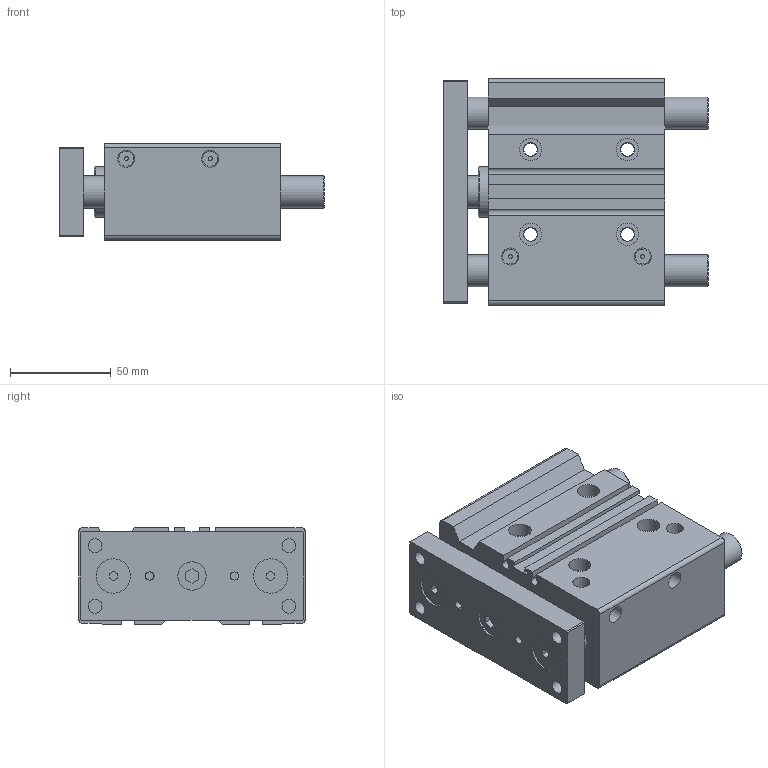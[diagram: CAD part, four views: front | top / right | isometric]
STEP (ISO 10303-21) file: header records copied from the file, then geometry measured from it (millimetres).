
FILE_DESCRIPTION((''),'2;1');
FILE_NAME('NTRC32X50L.STEP','2012-12-02T12:00:05',('Administrator'),(''),'CADlook_v9.0','Cimatron E 8.0','');
FILE_SCHEMA(('AUTOMOTIVE_DESIGN { 1 2 10303 214 0 1 1 1 }'));
Length unit declared in the file: millimetre
Bounding box: 131 x 112 x 48 mm (x, y, z)
Volume: 488942.9 mm3; surface area: 95984.8 mm2
Topology: 2 solids, 2 shells, 216 faces, 528 edges, 353 vertices
Faces by surface type: plane 155, cylinder 54, cone 7
Full cylindrical faces by diameter (mm): 2 x4, 4 x6, 6.7 x4, 6.8 x8, 7 x4, 11 x4, 14 x1, 16 x6, 17 x2, 25 x1
Entity records: 7913 total; most frequent: DIRECTION 1052, CARTESIAN_POINT 1051, ORIENTED_EDGE 962, EDGE_CURVE 481, AXIS2_PLACEMENT_3D 354, VERTEX_POINT 353, VECTOR 344, LINE 344
